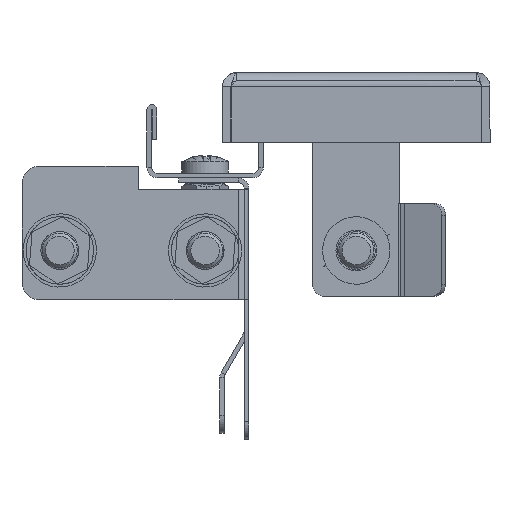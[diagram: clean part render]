
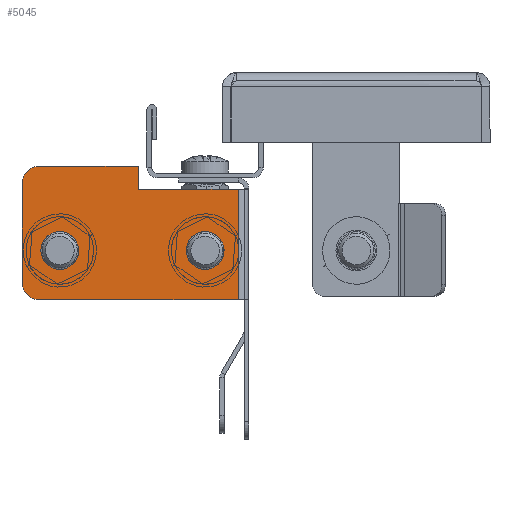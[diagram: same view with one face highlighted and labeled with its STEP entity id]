
A CAD part, left-side view. The second image highlights one B-rep face of the part: STEP entity #5045.
In plain terms, the highlighted planar face has unit normal (-1, 0, 0).
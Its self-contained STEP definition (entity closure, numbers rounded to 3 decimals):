
#64 = ORIENTED_EDGE ( 'NONE', *, *, #23232, .F. ) ;
#1108 = AXIS2_PLACEMENT_3D ( 'NONE', #3984, #22052, #52442 ) ;
#1656 = EDGE_LOOP ( 'NONE', ( #9443, #38564, #46390, #35114, #22122, #39303, #31227, #6070 ) ) ;
#1809 = DIRECTION ( 'NONE',  ( 0., 0., 1. ) ) ;
#2432 = EDGE_CURVE ( 'NONE', #16480, #40918, #36743, .T. ) ;
#2838 = VERTEX_POINT ( 'NONE', #12791 ) ;
#3649 = AXIS2_PLACEMENT_3D ( 'NONE', #33603, #11690, #16137 ) ;
#3682 = CIRCLE ( 'NONE', #33163, 3. ) ;
#3984 = CARTESIAN_POINT ( 'NONE',  ( -253., 51., -30.6 ) ) ;
#5045 = ADVANCED_FACE ( 'NONE', ( #27246, #18995, #47192 ), #40091, .T. ) ;
#5462 = CARTESIAN_POINT ( 'NONE',  ( -253., 19.3, -40.6 ) ) ;
#5480 = DIRECTION ( 'NONE',  ( 0., -1., 0. ) ) ;
#5848 = CIRCLE ( 'NONE', #3649, 3.25 ) ;
#6070 = ORIENTED_EDGE ( 'NONE', *, *, #50423, .T. ) ;
#6357 = AXIS2_PLACEMENT_3D ( 'NONE', #27050, #26858, #5480 ) ;
#6429 = VERTEX_POINT ( 'NONE', #50328 ) ;
#6916 = CARTESIAN_POINT ( 'NONE',  ( -253., 19.3, -20.1 ) ) ;
#7371 = LINE ( 'NONE', #47367, #39068 ) ;
#8275 = CARTESIAN_POINT ( 'NONE',  ( -253., 29.25, -30.6 ) ) ;
#8959 = CIRCLE ( 'NONE', #1108, 3.25 ) ;
#9072 = DIRECTION ( 'NONE',  ( -1., 0., 0. ) ) ;
#9097 = CARTESIAN_POINT ( 'NONE',  ( -253., 37.5, -20.1 ) ) ;
#9443 = ORIENTED_EDGE ( 'NONE', *, *, #11141, .T. ) ;
#9554 = DIRECTION ( 'NONE',  ( 0., 0., -1. ) ) ;
#10357 = EDGE_CURVE ( 'NONE', #40914, #31925, #3682, .T. ) ;
#10923 = VECTOR ( 'NONE', #1809, 1000. ) ;
#11141 = EDGE_CURVE ( 'NONE', #2838, #34295, #53001, .T. ) ;
#11690 = DIRECTION ( 'NONE',  ( -1., 0., 0. ) ) ;
#12791 = CARTESIAN_POINT ( 'NONE',  ( -253., 37.5, -16.1 ) ) ;
#13699 = DIRECTION ( 'NONE',  ( 0., -1., 0. ) ) ;
#14023 = VECTOR ( 'NONE', #51877, 1000. ) ;
#14392 = AXIS2_PLACEMENT_3D ( 'NONE', #31179, #9072, #13699 ) ;
#15275 = CARTESIAN_POINT ( 'NONE',  ( -253., 54.25, -30.6 ) ) ;
#16137 = DIRECTION ( 'NONE',  ( 0., -1., 0. ) ) ;
#16470 = ORIENTED_EDGE ( 'NONE', *, *, #2432, .F. ) ;
#16480 = VERTEX_POINT ( 'NONE', #15275 ) ;
#17053 = CARTESIAN_POINT ( 'NONE',  ( -253., 19.3, -39.1 ) ) ;
#18756 = DIRECTION ( 'NONE',  ( 0., -1., 0. ) ) ;
#18995 = FACE_BOUND ( 'NONE', #23341, .T. ) ;
#19243 = CARTESIAN_POINT ( 'NONE',  ( -253., 20.3, -20.1 ) ) ;
#20289 = VERTEX_POINT ( 'NONE', #9097 ) ;
#20968 = VERTEX_POINT ( 'NONE', #19243 ) ;
#22052 = DIRECTION ( 'NONE',  ( -1., 0., 0. ) ) ;
#22122 = ORIENTED_EDGE ( 'NONE', *, *, #35143, .T. ) ;
#22881 = AXIS2_PLACEMENT_3D ( 'NONE', #25325, #46804, #38192 ) ;
#23178 = CARTESIAN_POINT ( 'NONE',  ( -253., 54.5, -39.1 ) ) ;
#23232 = EDGE_CURVE ( 'NONE', #38193, #40542, #5848, .T. ) ;
#23341 = EDGE_LOOP ( 'NONE', ( #53634, #16470 ) ) ;
#24515 = LINE ( 'NONE', #6916, #25182 ) ;
#24987 = CARTESIAN_POINT ( 'NONE',  ( -253., 57.5, -36.1 ) ) ;
#25182 = VECTOR ( 'NONE', #46699, 1000. ) ;
#25325 = CARTESIAN_POINT ( 'NONE',  ( -253., 26., -30.6 ) ) ;
#26174 = EDGE_CURVE ( 'NONE', #6429, #20968, #54291, .T. ) ;
#26855 = CIRCLE ( 'NONE', #22881, 3.25 ) ;
#26858 = DIRECTION ( 'NONE',  ( -1., 0., 0. ) ) ;
#27050 = CARTESIAN_POINT ( 'NONE',  ( -253., 51., -30.6 ) ) ;
#27246 = FACE_BOUND ( 'NONE', #38504, .T. ) ;
#28795 = CARTESIAN_POINT ( 'NONE',  ( -253., 47.75, -30.6 ) ) ;
#29735 = DIRECTION ( 'NONE',  ( -1., 0., 0. ) ) ;
#30412 = EDGE_CURVE ( 'NONE', #40542, #38193, #26855, .T. ) ;
#31179 = CARTESIAN_POINT ( 'NONE',  ( -253., 54.5, -19.1 ) ) ;
#31227 = ORIENTED_EDGE ( 'NONE', *, *, #42780, .T. ) ;
#31925 = VERTEX_POINT ( 'NONE', #23178 ) ;
#32113 = EDGE_CURVE ( 'NONE', #45924, #40914, #40825, .T. ) ;
#32909 = AXIS2_PLACEMENT_3D ( 'NONE', #5462, #40281, #18756 ) ;
#33163 = AXIS2_PLACEMENT_3D ( 'NONE', #51898, #29735, #43573 ) ;
#33603 = CARTESIAN_POINT ( 'NONE',  ( -253., 26., -30.6 ) ) ;
#33962 = ORIENTED_EDGE ( 'NONE', *, *, #30412, .F. ) ;
#34295 = VERTEX_POINT ( 'NONE', #35716 ) ;
#34648 = LINE ( 'NONE', #17053, #14023 ) ;
#35114 = ORIENTED_EDGE ( 'NONE', *, *, #10357, .T. ) ;
#35143 = EDGE_CURVE ( 'NONE', #31925, #6429, #34648, .T. ) ;
#35716 = CARTESIAN_POINT ( 'NONE',  ( -253., 54.5, -16.1 ) ) ;
#36743 = CIRCLE ( 'NONE', #6357, 3.25 ) ;
#38192 = DIRECTION ( 'NONE',  ( 0., -1., 0. ) ) ;
#38193 = VERTEX_POINT ( 'NONE', #46112 ) ;
#38504 = EDGE_LOOP ( 'NONE', ( #64, #33962 ) ) ;
#38564 = ORIENTED_EDGE ( 'NONE', *, *, #46093, .T. ) ;
#39068 = VECTOR ( 'NONE', #56629, 1000. ) ;
#39303 = ORIENTED_EDGE ( 'NONE', *, *, #26174, .T. ) ;
#40091 = PLANE ( 'NONE',  #32909 ) ;
#40281 = DIRECTION ( 'NONE',  ( -1., 0., 0. ) ) ;
#40542 = VERTEX_POINT ( 'NONE', #8275 ) ;
#40679 = CARTESIAN_POINT ( 'NONE',  ( -253., 19.3, -16.1 ) ) ;
#40825 = LINE ( 'NONE', #53987, #48388 ) ;
#40914 = VERTEX_POINT ( 'NONE', #24987 ) ;
#40918 = VERTEX_POINT ( 'NONE', #28795 ) ;
#42780 = EDGE_CURVE ( 'NONE', #20968, #20289, #24515, .T. ) ;
#43573 = DIRECTION ( 'NONE',  ( 0., -1., 0. ) ) ;
#45538 = EDGE_CURVE ( 'NONE', #40918, #16480, #8959, .T. ) ;
#45924 = VERTEX_POINT ( 'NONE', #55270 ) ;
#46093 = EDGE_CURVE ( 'NONE', #34295, #45924, #50811, .T. ) ;
#46112 = CARTESIAN_POINT ( 'NONE',  ( -253., 22.75, -30.6 ) ) ;
#46390 = ORIENTED_EDGE ( 'NONE', *, *, #32113, .T. ) ;
#46699 = DIRECTION ( 'NONE',  ( 0., 1., 0. ) ) ;
#46804 = DIRECTION ( 'NONE',  ( -1., 0., 0. ) ) ;
#47192 = FACE_OUTER_BOUND ( 'NONE', #1656, .T. ) ;
#47367 = CARTESIAN_POINT ( 'NONE',  ( -253., 37.5, -40.6 ) ) ;
#48388 = VECTOR ( 'NONE', #9554, 1000. ) ;
#49532 = DIRECTION ( 'NONE',  ( 0., 1., 0. ) ) ;
#50063 = CARTESIAN_POINT ( 'NONE',  ( -253., 20.3, -40.6 ) ) ;
#50328 = CARTESIAN_POINT ( 'NONE',  ( -253., 20.3, -39.1 ) ) ;
#50423 = EDGE_CURVE ( 'NONE', #20289, #2838, #7371, .T. ) ;
#50811 = CIRCLE ( 'NONE', #14392, 3. ) ;
#51877 = DIRECTION ( 'NONE',  ( 0., -1., 0. ) ) ;
#51898 = CARTESIAN_POINT ( 'NONE',  ( -253., 54.5, -36.1 ) ) ;
#52442 = DIRECTION ( 'NONE',  ( 0., -1., 0. ) ) ;
#53001 = LINE ( 'NONE', #40679, #56482 ) ;
#53634 = ORIENTED_EDGE ( 'NONE', *, *, #45538, .F. ) ;
#53987 = CARTESIAN_POINT ( 'NONE',  ( -253., 57.5, -40.6 ) ) ;
#54291 = LINE ( 'NONE', #50063, #10923 ) ;
#55270 = CARTESIAN_POINT ( 'NONE',  ( -253., 57.5, -19.1 ) ) ;
#56482 = VECTOR ( 'NONE', #49532, 1000. ) ;
#56629 = DIRECTION ( 'NONE',  ( 0., 0., 1. ) ) ;
